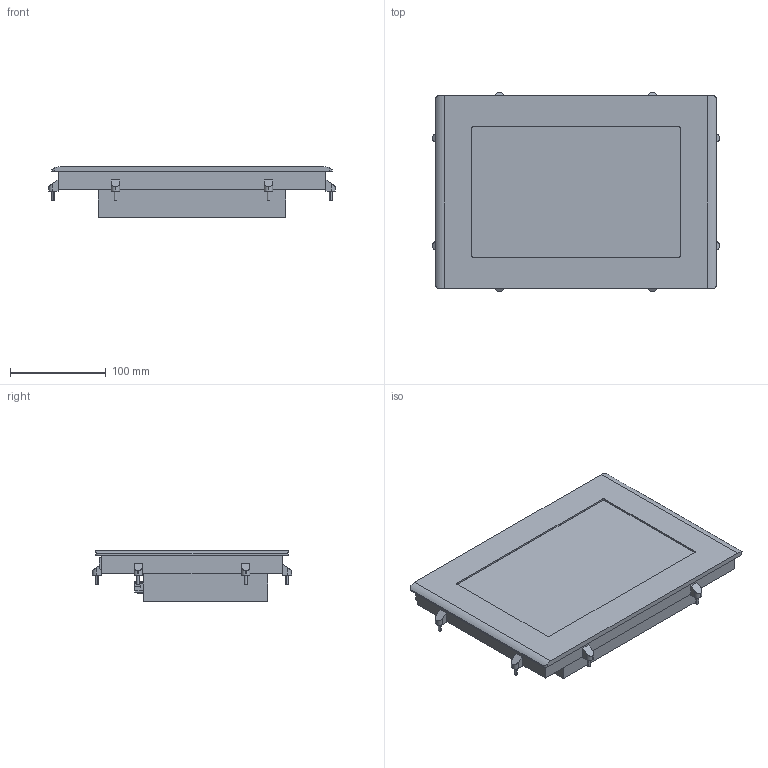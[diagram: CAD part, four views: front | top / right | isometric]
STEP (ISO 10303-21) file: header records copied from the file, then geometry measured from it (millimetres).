
FILE_DESCRIPTION(('CATIA V5 STEP Exchange','CAx-IF Rec.Pracs.--- Model Styling and Organization---1.4--- 2014-01-23'),'2;1');
FILE_NAME ('D1412046_3', '2024-01-18T08:26:59+00:00', ('none'), ('Weidmueller'), 'CATIA Version 5-6 Release 2016 SP3 HF44', 'CATIA V5 STEP AP214', 'none');
FILE_SCHEMA(('AUTOMOTIVE_DESIGN { 1 0 10303 214 1 1 1 1 }'));
Length unit declared in the file: millimetre
Products named in the file (1): S3D_UV66_BAS_10_RES_W
Bounding box: 299.9 x 208.4 x 53.3 mm (x, y, z)
Volume: 2005152.2 mm3; surface area: 233523.5 mm2
Topology: 23 solids, 23 shells, 562 faces, 1290 edges, 848 vertices
Faces by surface type: plane 410, cylinder 148, cone 4
Entity records: 16218 total; most frequent: CARTESIAN_POINT 3317, ORIENTED_EDGE 2580, DIRECTION 2191, EDGE_CURVE 1290, VECTOR 990, LINE 990, VERTEX_POINT 848, AXIS2_PLACEMENT_3D 720
